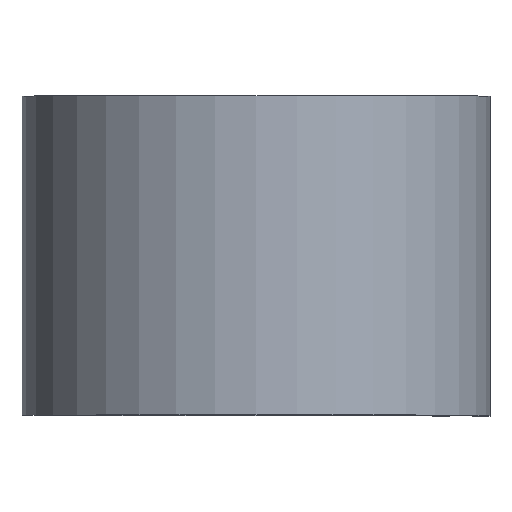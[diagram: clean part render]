
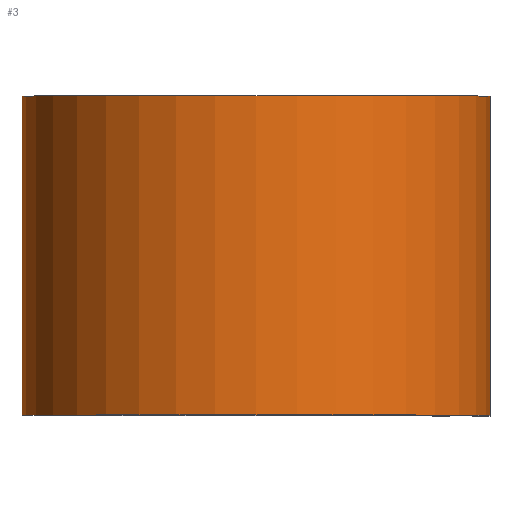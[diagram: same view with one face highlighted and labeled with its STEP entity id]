
A CAD part, top view. The second image highlights one B-rep face of the part: STEP entity #3.
In plain terms, the highlighted cylindrical face has radius 16.294 mm (diameter 32.588 mm), a partial arc.
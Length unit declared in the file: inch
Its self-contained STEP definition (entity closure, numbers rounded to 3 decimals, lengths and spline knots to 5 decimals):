
#3 = ADVANCED_FACE ( 'NONE', ( #644 ), #24, .T. ) ;
#13 = VECTOR ( 'NONE', #165, 39.37008 ) ;
#14 = LINE ( 'NONE', #462, #623 ) ;
#24 = CYLINDRICAL_SURFACE ( 'NONE', #497, 0.6415 ) ;
#35 = CARTESIAN_POINT ( 'NONE',  ( 0., 0.4375, 0. ) ) ;
#71 = CARTESIAN_POINT ( 'NONE',  ( 0.6415, -0.4375, 0. ) ) ;
#86 = DIRECTION ( 'NONE',  ( 0., -1., 0. ) ) ;
#92 = DIRECTION ( 'NONE',  ( 0., 0., -1. ) ) ;
#114 = DIRECTION ( 'NONE',  ( 0., -1., 0. ) ) ;
#132 = CARTESIAN_POINT ( 'NONE',  ( 0., -0.4375, -0.6415 ) ) ;
#157 = LINE ( 'NONE', #699, #13 ) ;
#165 = DIRECTION ( 'NONE',  ( 0., -1., 0. ) ) ;
#178 = VERTEX_POINT ( 'NONE', #132 ) ;
#210 = CARTESIAN_POINT ( 'NONE',  ( 0., 0.4375, 0. ) ) ;
#214 = CIRCLE ( 'NONE', #221, 0.6415 ) ;
#221 = AXIS2_PLACEMENT_3D ( 'NONE', #210, #598, #607 ) ;
#234 = EDGE_LOOP ( 'NONE', ( #652, #682, #404, #678 ) ) ;
#249 = EDGE_CURVE ( 'NONE', #493, #556, #14, .T. ) ;
#368 = EDGE_CURVE ( 'NONE', #425, #493, #214, .T. ) ;
#404 = ORIENTED_EDGE ( 'NONE', *, *, #368, .F. ) ;
#423 = EDGE_CURVE ( 'NONE', #178, #556, #643, .T. ) ;
#425 = VERTEX_POINT ( 'NONE', #730 ) ;
#458 = AXIS2_PLACEMENT_3D ( 'NONE', #635, #632, #559 ) ;
#462 = CARTESIAN_POINT ( 'NONE',  ( 0.6415, 0.4375, 0. ) ) ;
#479 = CARTESIAN_POINT ( 'NONE',  ( 0.6415, 0.4375, 0. ) ) ;
#493 = VERTEX_POINT ( 'NONE', #479 ) ;
#497 = AXIS2_PLACEMENT_3D ( 'NONE', #35, #86, #92 ) ;
#556 = VERTEX_POINT ( 'NONE', #71 ) ;
#559 = DIRECTION ( 'NONE',  ( 1., 0., 0. ) ) ;
#598 = DIRECTION ( 'NONE',  ( 0., 1., 0. ) ) ;
#607 = DIRECTION ( 'NONE',  ( 1., 0., 0. ) ) ;
#623 = VECTOR ( 'NONE', #114, 39.37008 ) ;
#629 = EDGE_CURVE ( 'NONE', #425, #178, #157, .T. ) ;
#632 = DIRECTION ( 'NONE',  ( 0., 1., 0. ) ) ;
#635 = CARTESIAN_POINT ( 'NONE',  ( 0., -0.4375, 0. ) ) ;
#643 = CIRCLE ( 'NONE', #458, 0.6415 ) ;
#644 = FACE_OUTER_BOUND ( 'NONE', #234, .T. ) ;
#652 = ORIENTED_EDGE ( 'NONE', *, *, #423, .T. ) ;
#678 = ORIENTED_EDGE ( 'NONE', *, *, #629, .T. ) ;
#682 = ORIENTED_EDGE ( 'NONE', *, *, #249, .F. ) ;
#699 = CARTESIAN_POINT ( 'NONE',  ( 0., 0.4375, -0.6415 ) ) ;
#730 = CARTESIAN_POINT ( 'NONE',  ( 0., 0.4375, -0.6415 ) ) ;
